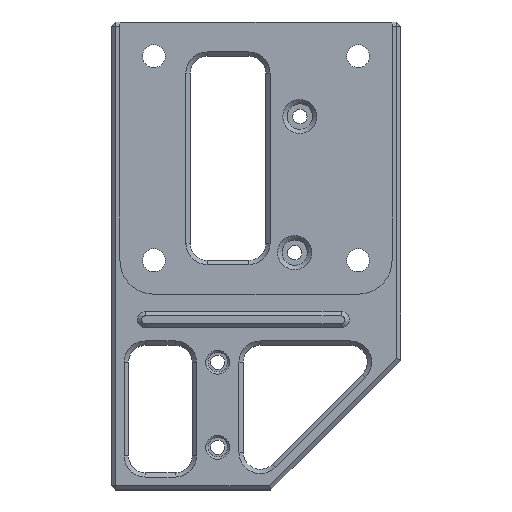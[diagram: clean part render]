
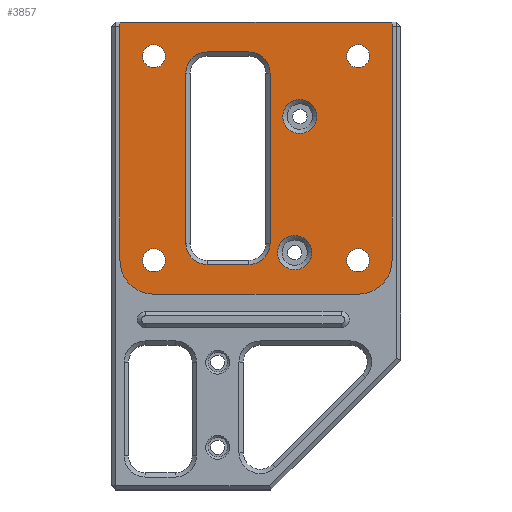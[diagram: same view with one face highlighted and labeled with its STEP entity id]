
A CAD part, top view. The second image highlights one B-rep face of the part: STEP entity #3857.
In plain terms, the highlighted planar face has unit normal (0, 0, 1).
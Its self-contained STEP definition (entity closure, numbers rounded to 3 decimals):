
#32=FACE_BOUND('',#543,.T.);
#33=FACE_BOUND('',#544,.T.);
#34=FACE_BOUND('',#545,.T.);
#35=FACE_BOUND('',#546,.T.);
#36=FACE_BOUND('',#547,.T.);
#37=FACE_BOUND('',#548,.T.);
#38=FACE_BOUND('',#549,.T.);
#92=PLANE('',#4161);
#288=FACE_OUTER_BOUND('',#542,.T.);
#542=EDGE_LOOP('',(#2909,#2910,#2911,#2912,#2913,#2914));
#543=EDGE_LOOP('',(#2915));
#544=EDGE_LOOP('',(#2916));
#545=EDGE_LOOP('',(#2917));
#546=EDGE_LOOP('',(#2918));
#547=EDGE_LOOP('',(#2919));
#548=EDGE_LOOP('',(#2920));
#549=EDGE_LOOP('',(#2921,#2922,#2923,#2924,#2925,#2926,#2927,#2928));
#796=CIRCLE('',#4147,5.);
#798=CIRCLE('',#4151,5.);
#799=CIRCLE('',#4154,5.);
#800=CIRCLE('',#4157,5.);
#801=CIRCLE('',#4162,8.);
#802=CIRCLE('',#4163,8.);
#803=CIRCLE('',#4164,4.);
#804=CIRCLE('',#4165,2.7);
#805=CIRCLE('',#4166,2.7);
#806=CIRCLE('',#4167,2.7);
#807=CIRCLE('',#4168,2.7);
#808=CIRCLE('',#4169,4.);
#957=LINE('',#5857,#1414);
#961=LINE('',#5869,#1418);
#965=LINE('',#5880,#1422);
#969=LINE('',#5889,#1426);
#973=LINE('',#5903,#1430);
#974=LINE('',#5905,#1431);
#975=LINE('',#5907,#1432);
#976=LINE('',#5910,#1433);
#1414=VECTOR('',#4672,10.);
#1418=VECTOR('',#4684,10.);
#1422=VECTOR('',#4696,10.);
#1426=VECTOR('',#4706,10.);
#1430=VECTOR('',#4724,10.);
#1431=VECTOR('',#4725,10.);
#1432=VECTOR('',#4726,10.);
#1433=VECTOR('',#4729,10.);
#1888=VERTEX_POINT('',#5854);
#1889=VERTEX_POINT('',#5856);
#1891=VERTEX_POINT('',#5862);
#1893=VERTEX_POINT('',#5867);
#1895=VERTEX_POINT('',#5874);
#1896=VERTEX_POINT('',#5878);
#1897=VERTEX_POINT('',#5883);
#1898=VERTEX_POINT('',#5887);
#1899=VERTEX_POINT('',#5899);
#1900=VERTEX_POINT('',#5900);
#1901=VERTEX_POINT('',#5902);
#1902=VERTEX_POINT('',#5904);
#1903=VERTEX_POINT('',#5906);
#1904=VERTEX_POINT('',#5908);
#1905=VERTEX_POINT('',#5911);
#1906=VERTEX_POINT('',#5913);
#1907=VERTEX_POINT('',#5915);
#1908=VERTEX_POINT('',#5917);
#1909=VERTEX_POINT('',#5919);
#1910=VERTEX_POINT('',#5921);
#2250=EDGE_CURVE('',#1888,#1889,#957,.T.);
#2254=EDGE_CURVE('',#1891,#1888,#796,.T.);
#2256=EDGE_CURVE('',#1893,#1891,#961,.T.);
#2260=EDGE_CURVE('',#1895,#1893,#798,.T.);
#2262=EDGE_CURVE('',#1896,#1895,#965,.T.);
#2265=EDGE_CURVE('',#1897,#1896,#799,.T.);
#2267=EDGE_CURVE('',#1898,#1897,#969,.T.);
#2268=EDGE_CURVE('',#1889,#1898,#800,.T.);
#2272=EDGE_CURVE('',#1899,#1900,#801,.T.);
#2273=EDGE_CURVE('',#1900,#1901,#973,.T.);
#2274=EDGE_CURVE('',#1901,#1902,#974,.T.);
#2275=EDGE_CURVE('',#1902,#1903,#975,.T.);
#2276=EDGE_CURVE('',#1903,#1904,#802,.T.);
#2277=EDGE_CURVE('',#1904,#1899,#976,.T.);
#2278=EDGE_CURVE('',#1905,#1905,#803,.T.);
#2279=EDGE_CURVE('',#1906,#1906,#804,.T.);
#2280=EDGE_CURVE('',#1907,#1907,#805,.T.);
#2281=EDGE_CURVE('',#1908,#1908,#806,.T.);
#2282=EDGE_CURVE('',#1909,#1909,#807,.T.);
#2283=EDGE_CURVE('',#1910,#1910,#808,.T.);
#2909=ORIENTED_EDGE('',*,*,#2272,.T.);
#2910=ORIENTED_EDGE('',*,*,#2273,.T.);
#2911=ORIENTED_EDGE('',*,*,#2274,.T.);
#2912=ORIENTED_EDGE('',*,*,#2275,.T.);
#2913=ORIENTED_EDGE('',*,*,#2276,.T.);
#2914=ORIENTED_EDGE('',*,*,#2277,.T.);
#2915=ORIENTED_EDGE('',*,*,#2278,.F.);
#2916=ORIENTED_EDGE('',*,*,#2279,.T.);
#2917=ORIENTED_EDGE('',*,*,#2280,.T.);
#2918=ORIENTED_EDGE('',*,*,#2281,.T.);
#2919=ORIENTED_EDGE('',*,*,#2282,.T.);
#2920=ORIENTED_EDGE('',*,*,#2283,.F.);
#2921=ORIENTED_EDGE('',*,*,#2250,.F.);
#2922=ORIENTED_EDGE('',*,*,#2254,.F.);
#2923=ORIENTED_EDGE('',*,*,#2256,.F.);
#2924=ORIENTED_EDGE('',*,*,#2260,.F.);
#2925=ORIENTED_EDGE('',*,*,#2262,.F.);
#2926=ORIENTED_EDGE('',*,*,#2265,.F.);
#2927=ORIENTED_EDGE('',*,*,#2267,.F.);
#2928=ORIENTED_EDGE('',*,*,#2268,.F.);
#3857=ADVANCED_FACE('',(#288,#32,#33,#34,#35,#36,#37,#38),#92,.T.);
#4147=AXIS2_PLACEMENT_3D('',#5864,#4679,#4680);
#4151=AXIS2_PLACEMENT_3D('',#5876,#4691,#4692);
#4154=AXIS2_PLACEMENT_3D('',#5885,#4701,#4702);
#4157=AXIS2_PLACEMENT_3D('',#5891,#4709,#4710);
#4161=AXIS2_PLACEMENT_3D('',#5898,#4720,#4721);
#4162=AXIS2_PLACEMENT_3D('',#5901,#4722,#4723);
#4163=AXIS2_PLACEMENT_3D('',#5909,#4727,#4728);
#4164=AXIS2_PLACEMENT_3D('',#5912,#4730,#4731);
#4165=AXIS2_PLACEMENT_3D('',#5914,#4732,#4733);
#4166=AXIS2_PLACEMENT_3D('',#5916,#4734,#4735);
#4167=AXIS2_PLACEMENT_3D('',#5918,#4736,#4737);
#4168=AXIS2_PLACEMENT_3D('',#5920,#4738,#4739);
#4169=AXIS2_PLACEMENT_3D('',#5922,#4740,#4741);
#4672=DIRECTION('',(0.,-1.,0.));
#4679=DIRECTION('center_axis',(0.,0.,1.));
#4680=DIRECTION('ref_axis',(-0.707,0.707,0.));
#4684=DIRECTION('',(-1.,0.,0.));
#4691=DIRECTION('center_axis',(0.,0.,1.));
#4692=DIRECTION('ref_axis',(0.707,0.707,0.));
#4696=DIRECTION('',(0.,1.,0.));
#4701=DIRECTION('center_axis',(0.,0.,1.));
#4702=DIRECTION('ref_axis',(0.707,-0.707,0.));
#4706=DIRECTION('',(1.,0.,0.));
#4709=DIRECTION('center_axis',(0.,0.,1.));
#4710=DIRECTION('ref_axis',(-0.707,-0.707,0.));
#4720=DIRECTION('center_axis',(0.,0.,1.));
#4721=DIRECTION('ref_axis',(1.,0.,0.));
#4722=DIRECTION('center_axis',(0.,0.,1.));
#4723=DIRECTION('ref_axis',(0.707,-0.707,0.));
#4724=DIRECTION('',(0.,1.,0.));
#4725=DIRECTION('',(-1.,0.,0.));
#4726=DIRECTION('',(0.,-1.,0.));
#4727=DIRECTION('center_axis',(0.,0.,1.));
#4728=DIRECTION('ref_axis',(-0.707,-0.707,0.));
#4729=DIRECTION('',(1.,0.,0.));
#4730=DIRECTION('center_axis',(0.,0.,1.));
#4731=DIRECTION('ref_axis',(-1.,0.,0.));
#4732=DIRECTION('center_axis',(0.,0.,-1.));
#4733=DIRECTION('ref_axis',(-1.,0.,0.));
#4734=DIRECTION('center_axis',(0.,0.,-1.));
#4735=DIRECTION('ref_axis',(-1.,0.,0.));
#4736=DIRECTION('center_axis',(0.,0.,-1.));
#4737=DIRECTION('ref_axis',(-1.,0.,0.));
#4738=DIRECTION('center_axis',(0.,0.,-1.));
#4739=DIRECTION('ref_axis',(-1.,0.,0.));
#4740=DIRECTION('center_axis',(0.,0.,1.));
#4741=DIRECTION('ref_axis',(-1.,0.,0.));
#5854=CARTESIAN_POINT('',(17.503,98.,6.));
#5856=CARTESIAN_POINT('',(17.503,58.,6.));
#5857=CARTESIAN_POINT('',(17.503,78.5,6.));
#5862=CARTESIAN_POINT('',(22.503,103.,6.));
#5864=CARTESIAN_POINT('Origin',(22.503,98.,6.));
#5867=CARTESIAN_POINT('',(32.3,103.,6.));
#5869=CARTESIAN_POINT('',(35.15,103.,6.));
#5874=CARTESIAN_POINT('',(37.3,98.,6.));
#5876=CARTESIAN_POINT('Origin',(32.3,98.,6.));
#5878=CARTESIAN_POINT('',(37.3,58.,6.));
#5880=CARTESIAN_POINT('',(37.3,54.5,6.));
#5883=CARTESIAN_POINT('',(32.3,53.,6.));
#5885=CARTESIAN_POINT('Origin',(32.3,58.,6.));
#5887=CARTESIAN_POINT('',(22.503,53.,6.));
#5889=CARTESIAN_POINT('',(26.252,53.,6.));
#5891=CARTESIAN_POINT('Origin',(22.503,58.,6.));
#5898=CARTESIAN_POINT('Origin',(34.,55.,6.));
#5899=CARTESIAN_POINT('',(58.,46.,6.));
#5900=CARTESIAN_POINT('',(66.,54.,6.));
#5901=CARTESIAN_POINT('Origin',(58.,54.,6.));
#5902=CARTESIAN_POINT('',(66.,110.,6.));
#5903=CARTESIAN_POINT('',(66.,82.5,6.));
#5904=CARTESIAN_POINT('',(2.,110.,6.));
#5905=CARTESIAN_POINT('',(68.,110.,6.));
#5906=CARTESIAN_POINT('',(2.,54.,6.));
#5907=CARTESIAN_POINT('',(2.,50.5,6.));
#5908=CARTESIAN_POINT('',(10.,46.,6.));
#5909=CARTESIAN_POINT('Origin',(10.,54.,6.));
#5910=CARTESIAN_POINT('',(50.,46.,6.));
#5911=CARTESIAN_POINT('',(47.1,55.8,6.));
#5912=CARTESIAN_POINT('Origin',(43.1,55.8,6.));
#5913=CARTESIAN_POINT('',(60.7,54.,6.));
#5914=CARTESIAN_POINT('Origin',(58.,54.,6.));
#5915=CARTESIAN_POINT('',(60.7,102.,6.));
#5916=CARTESIAN_POINT('Origin',(58.,102.,6.));
#5917=CARTESIAN_POINT('',(12.7,54.,6.));
#5918=CARTESIAN_POINT('Origin',(10.,54.,6.));
#5919=CARTESIAN_POINT('',(12.7,102.,6.));
#5920=CARTESIAN_POINT('Origin',(10.,102.,6.));
#5921=CARTESIAN_POINT('',(48.3,87.8,6.));
#5922=CARTESIAN_POINT('Origin',(44.3,87.8,6.));
